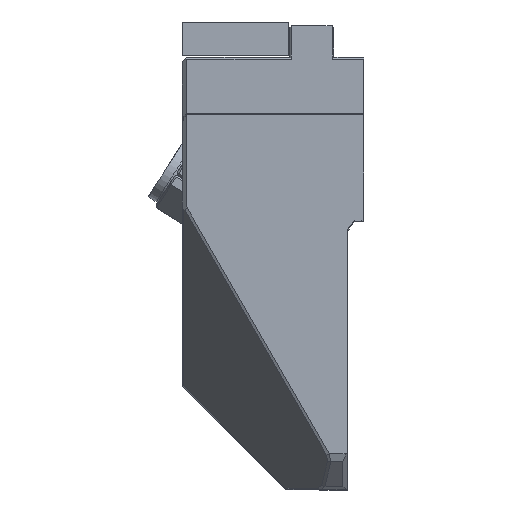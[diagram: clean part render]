
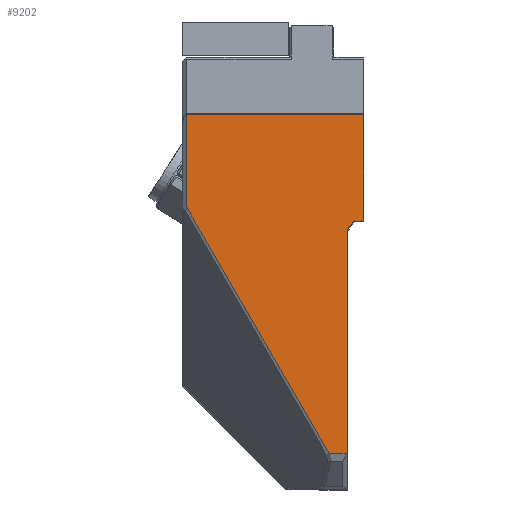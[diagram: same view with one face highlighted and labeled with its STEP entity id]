
A CAD part, left-side view. The second image highlights one B-rep face of the part: STEP entity #9202.
In plain terms, the highlighted face is planar.
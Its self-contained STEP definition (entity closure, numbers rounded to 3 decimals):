
#685=FACE_OUTER_BOUND('',#1207,.T.);
#1207=EDGE_LOOP('',(#6245,#6246,#6247,#6248,#6249,#6250,#6251,#6252,#6253,
#6254));
#1789=LINE('',#13570,#2799);
#1826=LINE('',#13649,#2836);
#1849=LINE('',#13704,#2859);
#1852=LINE('',#13710,#2862);
#1857=LINE('',#13720,#2867);
#1858=LINE('',#13722,#2868);
#1859=LINE('',#13724,#2869);
#1860=LINE('',#13726,#2870);
#1861=LINE('',#13728,#2871);
#1862=LINE('',#13729,#2872);
#2799=VECTOR('',#10761,10.);
#2836=VECTOR('',#10826,10.);
#2859=VECTOR('',#10877,10.);
#2862=VECTOR('',#10882,10.);
#2867=VECTOR('',#10891,10.);
#2868=VECTOR('',#10892,10.);
#2869=VECTOR('',#10893,10.);
#2870=VECTOR('',#10894,10.);
#2871=VECTOR('',#10895,10.);
#2872=VECTOR('',#10896,10.);
#3796=VERTEX_POINT('',#13567);
#3797=VERTEX_POINT('',#13569);
#3825=VERTEX_POINT('',#13648);
#3843=VERTEX_POINT('',#13703);
#3845=VERTEX_POINT('',#13709);
#3848=VERTEX_POINT('',#13719);
#3849=VERTEX_POINT('',#13721);
#3850=VERTEX_POINT('',#13723);
#3851=VERTEX_POINT('',#13725);
#3852=VERTEX_POINT('',#13727);
#4707=EDGE_CURVE('',#3796,#3797,#1789,.T.);
#4747=EDGE_CURVE('',#3825,#3797,#1826,.T.);
#4773=EDGE_CURVE('',#3843,#3825,#1849,.T.);
#4776=EDGE_CURVE('',#3845,#3843,#1852,.T.);
#4781=EDGE_CURVE('',#3848,#3796,#1857,.T.);
#4782=EDGE_CURVE('',#3849,#3848,#1858,.T.);
#4783=EDGE_CURVE('',#3850,#3849,#1859,.T.);
#4784=EDGE_CURVE('',#3851,#3850,#1860,.T.);
#4785=EDGE_CURVE('',#3852,#3851,#1861,.T.);
#4786=EDGE_CURVE('',#3845,#3852,#1862,.T.);
#6245=ORIENTED_EDGE('',*,*,#4747,.T.);
#6246=ORIENTED_EDGE('',*,*,#4707,.F.);
#6247=ORIENTED_EDGE('',*,*,#4781,.F.);
#6248=ORIENTED_EDGE('',*,*,#4782,.F.);
#6249=ORIENTED_EDGE('',*,*,#4783,.F.);
#6250=ORIENTED_EDGE('',*,*,#4784,.F.);
#6251=ORIENTED_EDGE('',*,*,#4785,.F.);
#6252=ORIENTED_EDGE('',*,*,#4786,.F.);
#6253=ORIENTED_EDGE('',*,*,#4776,.T.);
#6254=ORIENTED_EDGE('',*,*,#4773,.T.);
#8833=PLANE('',#9809);
#9202=ADVANCED_FACE('',(#685),#8833,.T.);
#9809=AXIS2_PLACEMENT_3D('',#13718,#10889,#10890);
#10761=DIRECTION('',(0.,0.,-1.));
#10826=DIRECTION('',(0.,1.,0.));
#10877=DIRECTION('',(0.,0.,-1.));
#10882=DIRECTION('',(0.,-0.577,-0.816));
#10889=DIRECTION('center_axis',(1.,0.,0.));
#10890=DIRECTION('ref_axis',(0.,1.,0.));
#10891=DIRECTION('',(0.,0.5,-0.866));
#10892=DIRECTION('',(0.,1.,0.));
#10893=DIRECTION('',(0.,0.577,0.816));
#10894=DIRECTION('',(0.,0.,1.));
#10895=DIRECTION('',(0.,0.577,0.816));
#10896=DIRECTION('',(0.,1.,0.));
#13567=CARTESIAN_POINT('',(79.323,41.7,-32.154));
#13569=CARTESIAN_POINT('',(79.323,41.7,-52.588));
#13570=CARTESIAN_POINT('',(79.323,41.7,-14.301));
#13648=CARTESIAN_POINT('',(79.323,2.5,-52.588));
#13649=CARTESIAN_POINT('',(79.323,15.3,-52.588));
#13703=CARTESIAN_POINT('',(79.323,2.5,-29.207));
#13704=CARTESIAN_POINT('',(79.323,2.5,-19.));
#13709=CARTESIAN_POINT('',(79.323,2.617,-29.041));
#13710=CARTESIAN_POINT('',(79.323,-1.22,-34.468));
#13718=CARTESIAN_POINT('Origin',(79.323,9.5,-35.5));
#13719=CARTESIAN_POINT('',(79.323,10.143,22.504));
#13720=CARTESIAN_POINT('',(79.323,26.292,-5.467));
#13721=CARTESIAN_POINT('',(79.323,6.393,22.504));
#13722=CARTESIAN_POINT('',(79.323,12.85,22.504));
#13723=CARTESIAN_POINT('',(79.323,6.1,22.09));
#13724=CARTESIAN_POINT('',(79.323,-9.226,0.415));
#13725=CARTESIAN_POINT('',(79.323,6.1,-27.13));
#13726=CARTESIAN_POINT('',(79.323,6.1,-35.5));
#13727=CARTESIAN_POINT('',(79.323,4.748,-29.041));
#13728=CARTESIAN_POINT('',(79.323,2.954,-31.579));
#13729=CARTESIAN_POINT('',(79.323,6.,-29.041));
